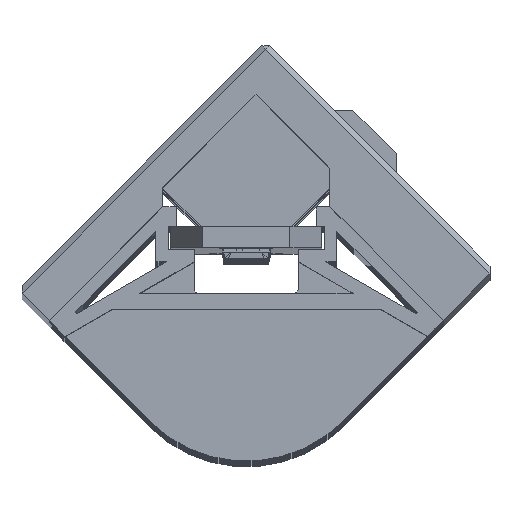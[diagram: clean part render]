
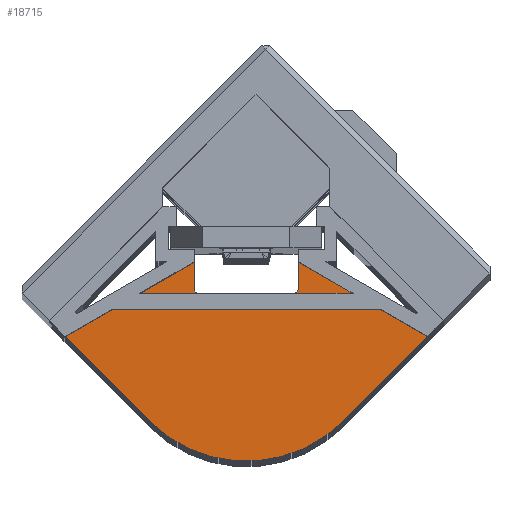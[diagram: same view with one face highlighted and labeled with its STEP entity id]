
A CAD part, top view. The second image highlights one B-rep face of the part: STEP entity #18715.
In plain terms, the highlighted planar face has unit normal (0, 0, 1).
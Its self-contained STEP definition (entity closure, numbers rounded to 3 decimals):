
#870=CIRCLE('',#20005,0.4);
#871=CIRCLE('',#20015,10.);
#872=CIRCLE('',#20021,0.4);
#1679=FACE_OUTER_BOUND('',#2701,.T.);
#2701=EDGE_LOOP('',(#16466,#16467,#16468,#16469,#16470,#16471,#16472,#16473,
#16474,#16475));
#4863=LINE('',#29711,#7208);
#4877=LINE('',#29740,#7222);
#4891=LINE('',#29769,#7236);
#4892=LINE('',#29771,#7237);
#4893=LINE('',#29773,#7238);
#4894=LINE('',#29775,#7239);
#4895=LINE('',#29778,#7240);
#7208=VECTOR('',#24390,10.);
#7222=VECTOR('',#24418,10.);
#7236=VECTOR('',#24446,10.);
#7237=VECTOR('',#24447,10.);
#7238=VECTOR('',#24448,10.);
#7239=VECTOR('',#24449,10.);
#7240=VECTOR('',#24452,10.);
#9049=VERTEX_POINT('',#29699);
#9050=VERTEX_POINT('',#29701);
#9053=VERTEX_POINT('',#29709);
#9060=VERTEX_POINT('',#29737);
#9061=VERTEX_POINT('',#29739);
#9063=VERTEX_POINT('',#29745);
#9070=VERTEX_POINT('',#29770);
#9071=VERTEX_POINT('',#29772);
#9072=VERTEX_POINT('',#29774);
#9073=VERTEX_POINT('',#29776);
#11542=EDGE_CURVE('',#9050,#9049,#870,.T.);
#11547=EDGE_CURVE('',#9049,#9053,#4863,.T.);
#11561=EDGE_CURVE('',#9061,#9060,#4877,.T.);
#11565=EDGE_CURVE('',#9060,#9063,#871,.T.);
#11576=EDGE_CURVE('',#9061,#9053,#4891,.T.);
#11577=EDGE_CURVE('',#9063,#9070,#4892,.T.);
#11578=EDGE_CURVE('',#9071,#9070,#4893,.T.);
#11579=EDGE_CURVE('',#9071,#9072,#4894,.T.);
#11580=EDGE_CURVE('',#9072,#9073,#872,.T.);
#11581=EDGE_CURVE('',#9073,#9050,#4895,.T.);
#16466=ORIENTED_EDGE('',*,*,#11576,.F.);
#16467=ORIENTED_EDGE('',*,*,#11561,.T.);
#16468=ORIENTED_EDGE('',*,*,#11565,.T.);
#16469=ORIENTED_EDGE('',*,*,#11577,.T.);
#16470=ORIENTED_EDGE('',*,*,#11578,.F.);
#16471=ORIENTED_EDGE('',*,*,#11579,.T.);
#16472=ORIENTED_EDGE('',*,*,#11580,.T.);
#16473=ORIENTED_EDGE('',*,*,#11581,.T.);
#16474=ORIENTED_EDGE('',*,*,#11542,.T.);
#16475=ORIENTED_EDGE('',*,*,#11547,.T.);
#17828=PLANE('',#20020);
#18715=ADVANCED_FACE('',(#1679),#17828,.T.);
#20005=AXIS2_PLACEMENT_3D('',#29702,#24382,#24383);
#20015=AXIS2_PLACEMENT_3D('',#29747,#24424,#24425);
#20020=AXIS2_PLACEMENT_3D('',#29768,#24444,#24445);
#20021=AXIS2_PLACEMENT_3D('',#29777,#24450,#24451);
#24382=DIRECTION('center_axis',(0.,0.,
-1.));
#24383=DIRECTION('ref_axis',(-0.707,-0.707,0.));
#24390=DIRECTION('',(0.,1.,0.));
#24418=DIRECTION('',(0.707,-0.707,0.));
#24424=DIRECTION('center_axis',(0.,0.,
1.));
#24425=DIRECTION('ref_axis',(-0.707,-0.707,0.));
#24444=DIRECTION('center_axis',(0.,0.,
1.));
#24445=DIRECTION('ref_axis',(1.,0.,0.));
#24446=DIRECTION('',(0.866,0.5,0.));
#24447=DIRECTION('',(0.707,0.707,0.));
#24448=DIRECTION('',(0.866,-0.5,0.));
#24449=DIRECTION('',(0.,-1.,0.));
#24450=DIRECTION('center_axis',(0.,0.,
-1.));
#24451=DIRECTION('ref_axis',(0.707,-0.707,0.));
#24452=DIRECTION('',(-1.,0.,0.));
#29699=CARTESIAN_POINT('',(-3.8,5.428,295.309));
#29701=CARTESIAN_POINT('',(-3.4,5.028,295.309));
#29702=CARTESIAN_POINT('Origin',(-3.4,5.428,295.309));
#29709=CARTESIAN_POINT('',(-3.8,7.328,295.309));
#29711=CARTESIAN_POINT('',(-3.8,5.15,295.309));
#29737=CARTESIAN_POINT('',(-7.071,-4.257,295.309));
#29739=CARTESIAN_POINT('',(-13.219,1.89,295.309));
#29740=CARTESIAN_POINT('',(-10.539,-0.789,295.309));
#29745=CARTESIAN_POINT('',(7.071,-4.257,295.309));
#29747=CARTESIAN_POINT('Origin',(0.,2.814,
295.309));
#29768=CARTESIAN_POINT('Origin',(0.,2.071,
295.309));
#29769=CARTESIAN_POINT('',(-3.513,7.494,295.309));
#29770=CARTESIAN_POINT('',(13.219,1.89,295.309));
#29771=CARTESIAN_POINT('',(6.885,-4.443,295.309));
#29772=CARTESIAN_POINT('',(3.8,7.328,295.309));
#29773=CARTESIAN_POINT('',(8.222,4.775,295.309));
#29774=CARTESIAN_POINT('',(3.8,5.428,295.309));
#29775=CARTESIAN_POINT('',(3.8,5.15,295.309));
#29776=CARTESIAN_POINT('',(3.4,5.028,295.309));
#29777=CARTESIAN_POINT('Origin',(3.4,5.428,295.309));
#29778=CARTESIAN_POINT('',(3.8,5.028,295.309));
